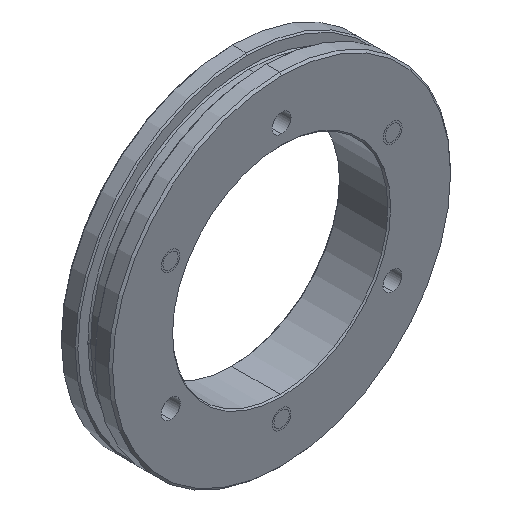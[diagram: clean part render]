
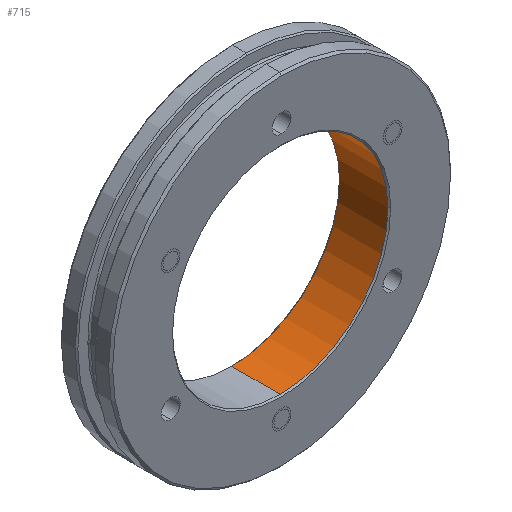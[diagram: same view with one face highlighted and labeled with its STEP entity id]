
A CAD part, isometric view. The second image highlights one B-rep face of the part: STEP entity #715.
In plain terms, the highlighted cylindrical face has radius 16 mm (diameter 32 mm), a partial arc.
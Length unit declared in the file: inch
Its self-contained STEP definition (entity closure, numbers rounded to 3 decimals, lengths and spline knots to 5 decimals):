
#21 = AXIS2_PLACEMENT_3D ( 'NONE', #886, #330, #2348 ) ;
#32 = EDGE_CURVE ( 'NONE', #34, #923, #354, .T. ) ;
#34 = VERTEX_POINT ( 'NONE', #1025 ) ;
#77 = DIRECTION ( 'NONE',  ( 1., 0., 0. ) ) ;
#145 = CIRCLE ( 'NONE', #1626, 0.62992 ) ;
#147 = EDGE_CURVE ( 'NONE', #1772, #477, #595, .T. ) ;
#166 = CARTESIAN_POINT ( 'NONE',  ( 0., -0.14173, 0. ) ) ;
#227 = CARTESIAN_POINT ( 'NONE',  ( 0., 0.14173, 0. ) ) ;
#245 = DIRECTION ( 'NONE',  ( 0., -1., 0. ) ) ;
#261 = CIRCLE ( 'NONE', #306, 0.62992 ) ;
#305 = DIRECTION ( 'NONE',  ( 0., 0., -1. ) ) ;
#306 = AXIS2_PLACEMENT_3D ( 'NONE', #1613, #1791, #77 ) ;
#326 = DIRECTION ( 'NONE',  ( 0., -1., 0. ) ) ;
#330 = DIRECTION ( 'NONE',  ( 0., -1., 0. ) ) ;
#354 = LINE ( 'NONE', #2143, #1266 ) ;
#477 = VERTEX_POINT ( 'NONE', #623 ) ;
#517 = ORIENTED_EDGE ( 'NONE', *, *, #1700, .F. ) ;
#535 = FACE_OUTER_BOUND ( 'NONE', #1508, .T. ) ;
#536 = VECTOR ( 'NONE', #326, 39.37008 ) ;
#592 = EDGE_CURVE ( 'NONE', #923, #1772, #261, .T. ) ;
#595 = CIRCLE ( 'NONE', #1265, 0.62992 ) ;
#596 = AXIS2_PLACEMENT_3D ( 'NONE', #1085, #1433, #305 ) ;
#623 = CARTESIAN_POINT ( 'NONE',  ( 0., -0.14173, 0.62992 ) ) ;
#665 = VERTEX_POINT ( 'NONE', #2358 ) ;
#683 = EDGE_CURVE ( 'NONE', #2234, #477, #1236, .T. ) ;
#715 = ADVANCED_FACE ( 'NONE', ( #535 ), #1235, .F. ) ;
#809 = DIRECTION ( 'NONE',  ( -1., 0., 0. ) ) ;
#857 = ORIENTED_EDGE ( 'NONE', *, *, #147, .T. ) ;
#886 = CARTESIAN_POINT ( 'NONE',  ( 0., 0.14173, 0. ) ) ;
#909 = EDGE_CURVE ( 'NONE', #34, #665, #145, .T. ) ;
#923 = VERTEX_POINT ( 'NONE', #1950 ) ;
#1025 = CARTESIAN_POINT ( 'NONE',  ( 0., 0.14173, -0.62992 ) ) ;
#1085 = CARTESIAN_POINT ( 'NONE',  ( 0., 0.14961, 0. ) ) ;
#1133 = CARTESIAN_POINT ( 'NONE',  ( 0., 0.14173, 0.62992 ) ) ;
#1235 = CYLINDRICAL_SURFACE ( 'NONE', #596, 0.62992 ) ;
#1236 = LINE ( 'NONE', #1845, #536 ) ;
#1265 = AXIS2_PLACEMENT_3D ( 'NONE', #166, #1484, #1875 ) ;
#1266 = VECTOR ( 'NONE', #245, 39.37008 ) ;
#1433 = DIRECTION ( 'NONE',  ( 0., -1., 0. ) ) ;
#1443 = ORIENTED_EDGE ( 'NONE', *, *, #909, .F. ) ;
#1484 = DIRECTION ( 'NONE',  ( 0., -1., 0. ) ) ;
#1499 = ORIENTED_EDGE ( 'NONE', *, *, #32, .T. ) ;
#1508 = EDGE_LOOP ( 'NONE', ( #2380, #517, #1443, #1499, #1564, #857 ) ) ;
#1564 = ORIENTED_EDGE ( 'NONE', *, *, #592, .T. ) ;
#1613 = CARTESIAN_POINT ( 'NONE',  ( 0., -0.14173, 0. ) ) ;
#1626 = AXIS2_PLACEMENT_3D ( 'NONE', #227, #1768, #809 ) ;
#1700 = EDGE_CURVE ( 'NONE', #665, #2234, #2326, .T. ) ;
#1768 = DIRECTION ( 'NONE',  ( 0., -1., 0. ) ) ;
#1772 = VERTEX_POINT ( 'NONE', #2372 ) ;
#1791 = DIRECTION ( 'NONE',  ( 0., -1., 0. ) ) ;
#1845 = CARTESIAN_POINT ( 'NONE',  ( 0., 0.14961, 0.62992 ) ) ;
#1875 = DIRECTION ( 'NONE',  ( 1., 0., 0. ) ) ;
#1950 = CARTESIAN_POINT ( 'NONE',  ( 0., -0.14173, -0.62992 ) ) ;
#2143 = CARTESIAN_POINT ( 'NONE',  ( 0., 0.14961, -0.62992 ) ) ;
#2234 = VERTEX_POINT ( 'NONE', #1133 ) ;
#2326 = CIRCLE ( 'NONE', #21, 0.62992 ) ;
#2348 = DIRECTION ( 'NONE',  ( -1., 0., 0. ) ) ;
#2358 = CARTESIAN_POINT ( 'NONE',  ( 0.62992, 0.14173, 0. ) ) ;
#2372 = CARTESIAN_POINT ( 'NONE',  ( 0.62992, -0.14173, 0. ) ) ;
#2380 = ORIENTED_EDGE ( 'NONE', *, *, #683, .F. ) ;
